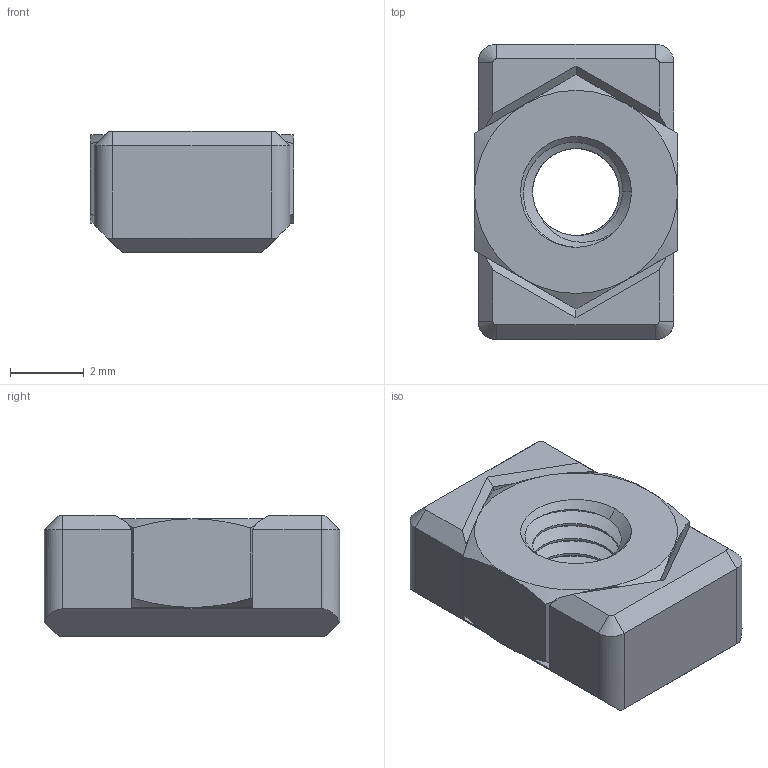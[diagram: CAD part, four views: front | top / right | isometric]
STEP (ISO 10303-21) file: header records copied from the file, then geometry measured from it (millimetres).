
FILE_DESCRIPTION(/* description */ (''),/* implementation_level */ '2;1');
FILE_NAME(/* name */ 'B-1515_Tee_Nut_Thicker_8-X.stp',/* time_stamp */ '2020-11-16T14:06:40-08:00',/* author */ (''),/* organization */ (''),/* preprocessor_version */ 'ST-DEVELOPER v18.1',/* originating_system */ 'Autodesk Translation Framework v9.3.0.1241',/* authorisation */ '');
FILE_SCHEMA (('AUTOMOTIVE_DESIGN { 1 0 10303 214 3 1 1 }'));
Length unit declared in the file: millimetre
Products named in the file (2): 1515 Tee Nut Thicker; M3 Hex Nut Dupe for 1515 Tee Nuts
Assembly tree (1 placements, depth 2):
  1515 Tee Nut Thicker
    M3 Hex Nut Dupe for 1515 Tee Nuts
Bounding box: 5.5 x 8 x 3.3 mm (x, y, z)
Volume: 112.2 mm3; surface area: 278.3 mm2
Topology: 2 solids, 2 shells, 73 faces, 181 edges, 112 vertices
Faces by surface type: plane 35, cone 20, cylinder 16, bspline 2
Full cylindrical faces by diameter (mm): 2.35 x3, 2.8 x1, 3 x4
Entity records: 3163 total; most frequent: CARTESIAN_POINT 1464, ORIENTED_EDGE 362, DIRECTION 317, EDGE_CURVE 181, AXIS2_PLACEMENT_3D 113, VERTEX_POINT 112, LINE 91, VECTOR 91
